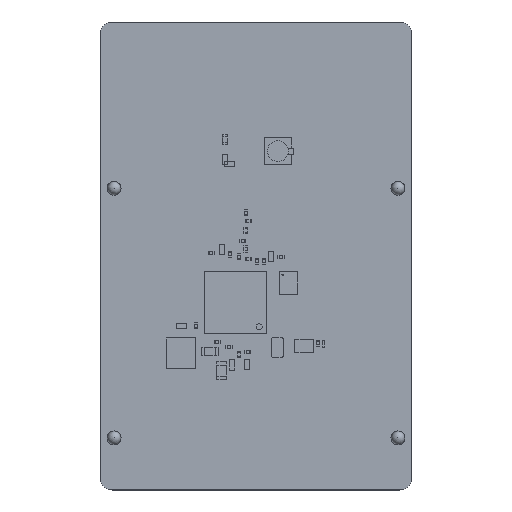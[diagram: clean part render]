
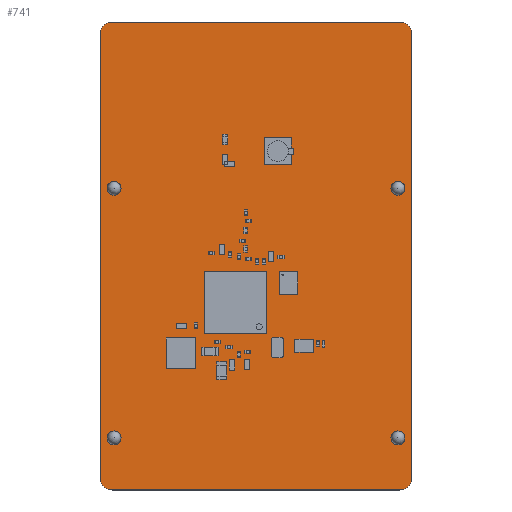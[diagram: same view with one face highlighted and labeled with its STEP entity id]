
A CAD part, top view. The second image highlights one B-rep face of the part: STEP entity #741.
In plain terms, the highlighted planar face has unit normal (0, 0, 1).
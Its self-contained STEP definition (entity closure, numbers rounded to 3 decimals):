
#332 = VERTEX_POINT('',#333);
#333 = CARTESIAN_POINT('',(0.,1.2,
    1.62));
#339 = EDGE_CURVE('',#332,#340,#342,.T.);
#340 = VERTEX_POINT('',#341);
#341 = CARTESIAN_POINT('',(0.,43.8,
    1.62));
#342 = LINE('',#343,#344);
#343 = CARTESIAN_POINT('',(0.,1.2,1.62));
#344 = VECTOR('',#345,1.);
#345 = DIRECTION('',(0.,1.,0.));
#370 = EDGE_CURVE('',#340,#371,#373,.T.);
#371 = VERTEX_POINT('',#372);
#372 = CARTESIAN_POINT('',(1.2,45.,1.62));
#373 = CIRCLE('',#374,1.198);
#374 = AXIS2_PLACEMENT_3D('',#375,#376,#377);
#375 = CARTESIAN_POINT('',(1.198,43.802,1.62));
#376 = DIRECTION('',(0.,0.,-1.));
#377 = DIRECTION('',(-1.,-0.001,0.));
#403 = EDGE_CURVE('',#371,#404,#406,.T.);
#404 = VERTEX_POINT('',#405);
#405 = CARTESIAN_POINT('',(28.8,45.,1.62));
#406 = LINE('',#407,#408);
#407 = CARTESIAN_POINT('',(1.2,45.,1.62));
#408 = VECTOR('',#409,1.);
#409 = DIRECTION('',(1.,0.,0.));
#434 = EDGE_CURVE('',#404,#435,#437,.T.);
#435 = VERTEX_POINT('',#436);
#436 = CARTESIAN_POINT('',(30.,43.8,1.62));
#437 = CIRCLE('',#438,1.198);
#438 = AXIS2_PLACEMENT_3D('',#439,#440,#441);
#439 = CARTESIAN_POINT('',(28.802,43.802,1.62));
#440 = DIRECTION('',(0.,0.,-1.));
#441 = DIRECTION('',(-0.001,1.,0.));
#467 = EDGE_CURVE('',#435,#468,#470,.T.);
#468 = VERTEX_POINT('',#469);
#469 = CARTESIAN_POINT('',(30.,1.2,1.62));
#470 = LINE('',#471,#472);
#471 = CARTESIAN_POINT('',(30.,43.8,1.62));
#472 = VECTOR('',#473,1.);
#473 = DIRECTION('',(0.,-1.,0.));
#498 = EDGE_CURVE('',#468,#499,#501,.T.);
#499 = VERTEX_POINT('',#500);
#500 = CARTESIAN_POINT('',(28.8,0.,
    1.62));
#501 = CIRCLE('',#502,1.198);
#502 = AXIS2_PLACEMENT_3D('',#503,#504,#505);
#503 = CARTESIAN_POINT('',(28.802,1.198,1.62));
#504 = DIRECTION('',(0.,0.,-1.));
#505 = DIRECTION('',(1.,0.001,0.));
#531 = EDGE_CURVE('',#499,#532,#534,.T.);
#532 = VERTEX_POINT('',#533);
#533 = CARTESIAN_POINT('',(1.2,0.,
    1.62));
#534 = LINE('',#535,#536);
#535 = CARTESIAN_POINT('',(28.8,0.,1.62));
#536 = VECTOR('',#537,1.);
#537 = DIRECTION('',(-1.,0.,0.));
#562 = EDGE_CURVE('',#532,#332,#563,.T.);
#563 = CIRCLE('',#564,1.198);
#564 = AXIS2_PLACEMENT_3D('',#565,#566,#567);
#565 = CARTESIAN_POINT('',(1.198,1.198,1.62));
#566 = DIRECTION('',(0.,0.,-1.));
#567 = DIRECTION('',(0.001,-1.,0.));
#588 = VERTEX_POINT('',#589);
#589 = CARTESIAN_POINT('',(2.023,5.,1.62));
#595 = EDGE_CURVE('',#588,#588,#596,.T.);
#596 = CIRCLE('',#597,0.675);
#597 = AXIS2_PLACEMENT_3D('',#598,#599,#600);
#598 = CARTESIAN_POINT('',(1.348,5.,1.62));
#599 = DIRECTION('',(0.,0.,1.));
#600 = DIRECTION('',(1.,0.,0.));
#621 = VERTEX_POINT('',#622);
#622 = CARTESIAN_POINT('',(2.023,29.,1.62));
#628 = EDGE_CURVE('',#621,#621,#629,.T.);
#629 = CIRCLE('',#630,0.675);
#630 = AXIS2_PLACEMENT_3D('',#631,#632,#633);
#631 = CARTESIAN_POINT('',(1.348,29.,1.62));
#632 = DIRECTION('',(0.,0.,1.));
#633 = DIRECTION('',(1.,0.,0.));
#654 = VERTEX_POINT('',#655);
#655 = CARTESIAN_POINT('',(29.327,5.,1.62));
#661 = EDGE_CURVE('',#654,#654,#662,.T.);
#662 = CIRCLE('',#663,0.675);
#663 = AXIS2_PLACEMENT_3D('',#664,#665,#666);
#664 = CARTESIAN_POINT('',(28.652,5.,1.62));
#665 = DIRECTION('',(0.,0.,1.));
#666 = DIRECTION('',(1.,0.,0.));
#687 = VERTEX_POINT('',#688);
#688 = CARTESIAN_POINT('',(29.327,29.,1.62));
#694 = EDGE_CURVE('',#687,#687,#695,.T.);
#695 = CIRCLE('',#696,0.675);
#696 = AXIS2_PLACEMENT_3D('',#697,#698,#699);
#697 = CARTESIAN_POINT('',(28.652,29.,1.62));
#698 = DIRECTION('',(0.,0.,1.));
#699 = DIRECTION('',(1.,0.,0.));
#741 = ADVANCED_FACE('',(#742,#752,#755,#758,#761),#764,.T.);
#742 = FACE_BOUND('',#743,.F.);
#743 = EDGE_LOOP('',(#744,#745,#746,#747,#748,#749,#750,#751));
#744 = ORIENTED_EDGE('',*,*,#339,.T.);
#745 = ORIENTED_EDGE('',*,*,#370,.T.);
#746 = ORIENTED_EDGE('',*,*,#403,.T.);
#747 = ORIENTED_EDGE('',*,*,#434,.T.);
#748 = ORIENTED_EDGE('',*,*,#467,.T.);
#749 = ORIENTED_EDGE('',*,*,#498,.T.);
#750 = ORIENTED_EDGE('',*,*,#531,.T.);
#751 = ORIENTED_EDGE('',*,*,#562,.T.);
#752 = FACE_BOUND('',#753,.T.);
#753 = EDGE_LOOP('',(#754));
#754 = ORIENTED_EDGE('',*,*,#595,.F.);
#755 = FACE_BOUND('',#756,.T.);
#756 = EDGE_LOOP('',(#757));
#757 = ORIENTED_EDGE('',*,*,#628,.F.);
#758 = FACE_BOUND('',#759,.T.);
#759 = EDGE_LOOP('',(#760));
#760 = ORIENTED_EDGE('',*,*,#661,.F.);
#761 = FACE_BOUND('',#762,.T.);
#762 = EDGE_LOOP('',(#763));
#763 = ORIENTED_EDGE('',*,*,#694,.F.);
#764 = PLANE('',#765);
#765 = AXIS2_PLACEMENT_3D('',#766,#767,#768);
#766 = CARTESIAN_POINT('',(0.,1.2,1.62));
#767 = DIRECTION('',(0.,0.,1.));
#768 = DIRECTION('',(1.,0.,0.));
